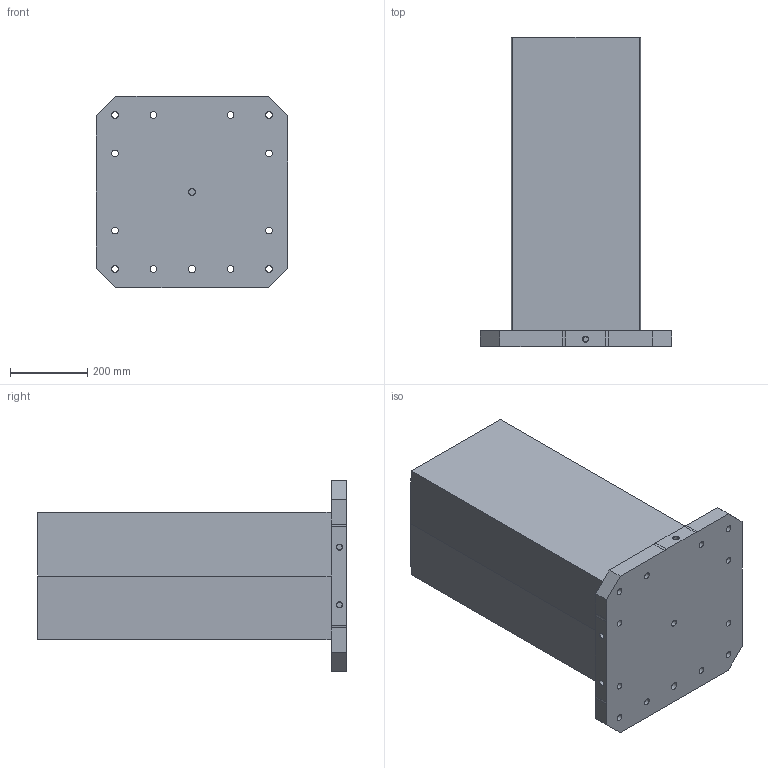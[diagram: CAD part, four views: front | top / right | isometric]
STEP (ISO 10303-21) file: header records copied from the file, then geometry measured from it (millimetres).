
FILE_DESCRIPTION(/* description */ ('STEP AP214'),/* implementation_level */ '2;1');
FILE_NAME(/* name */ 'SCHUNK-0431153 SAT-W-R 500-800',/* time_stamp */ '2023-08-09T20:09:48+02:00',/* author */ ('License CC BY-ND 4.0'),/* organization */ ('CADENAS'),/* preprocessor_version */ 'ST-DEVELOPER v19.3',/* originating_system */ 'PARTsolutions',/* authorisation */ ' ');
FILE_SCHEMA (('AUTOMOTIVE_DESIGN {1 0 10303 214 3 1 1}'));
Length unit declared in the file: millimetre
Products named in the file (1): SCHUNK-0431153 SAT-W-R 500-800
Bounding box: 498 x 801.5 x 498 mm (x, y, z)
Volume: 92849302 mm3; surface area: 1595041.8 mm2
Topology: 1 solids, 1 shells, 75 faces, 162 edges, 107 vertices
Faces by surface type: plane 38, cylinder 34, cone 3
Full cylindrical faces by diameter (mm): 13.835 x3, 17 x13, 20 x1, 26 x13
Entity records: 1980 total; most frequent: DIRECTION 352, CARTESIAN_POINT 312, ORIENTED_EDGE 258, EDGE_LOOP 152, FACE_BOUND 152, AXIS2_PLACEMENT_3D 147, EDGE_CURVE 129, VERTEX_POINT 107
